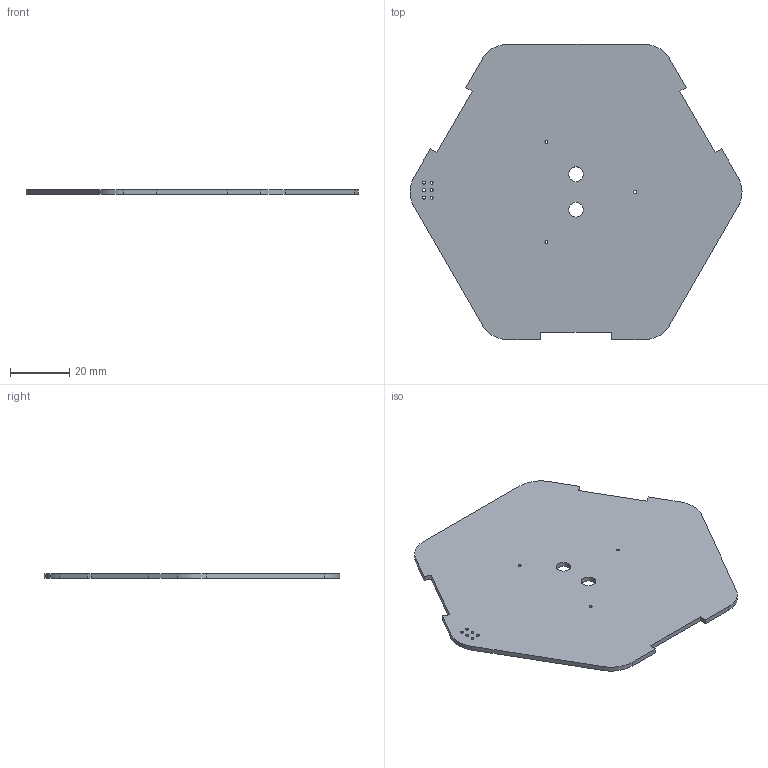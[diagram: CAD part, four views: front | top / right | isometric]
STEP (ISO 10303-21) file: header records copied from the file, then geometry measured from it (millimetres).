
FILE_DESCRIPTION(('KiCad electronic assembly'),'2;1');
FILE_NAME('cup_sense.step','2022-06-07T18:15:39',('Pcbnew'),('Kicad'), 'Open CASCADE STEP processor 7.6','KiCad to STEP converter','Unknown' );
FILE_SCHEMA(('AUTOMOTIVE_DESIGN { 1 0 10303 214 1 1 1 1 }'));
Length unit declared in the file: millimetre
Products named in the file (2): cup_sense 1; cup_sense PCB
Assembly tree (1 placements, depth 2):
  cup_sense 1
    cup_sense PCB
Bounding box: 112.37 x 100 x 1.6 mm (x, y, z)
Volume: 13441.8 mm3; surface area: 17465.7 mm2
Topology: 1 solids, 1 shells, 37 faces, 105 edges, 70 vertices
Faces by surface type: plane 20, cylinder 17
Full cylindrical faces by diameter (mm): 1 x9, 5 x2
Entity records: 2771 total; most frequent: CARTESIAN_POINT 628, DIRECTION 393, LINE 247, VECTOR 247, ORIENTED_EDGE 210, PCURVE 210, DEFINITIONAL_REPRESENTATION 210, EDGE_CURVE 105
